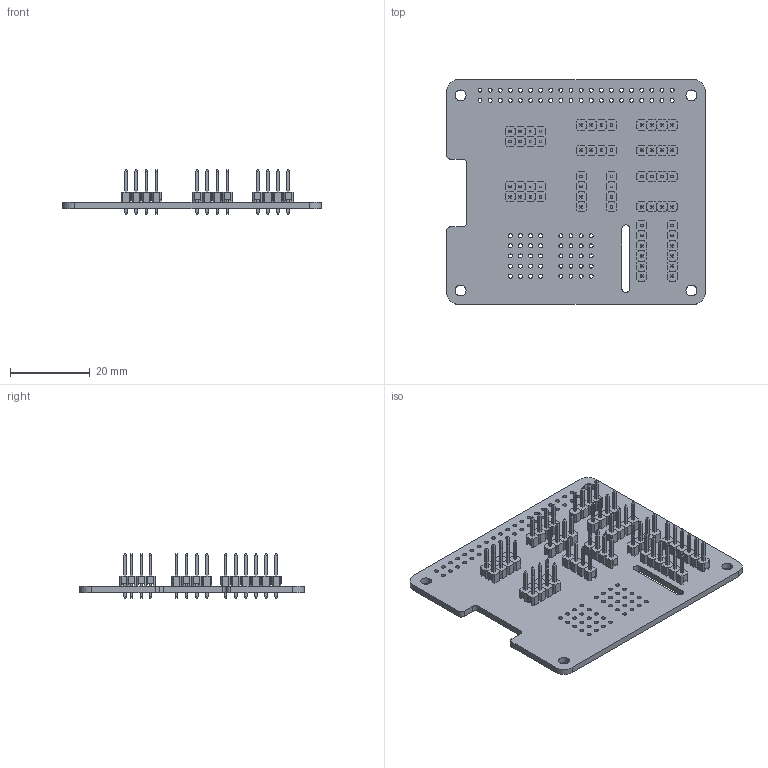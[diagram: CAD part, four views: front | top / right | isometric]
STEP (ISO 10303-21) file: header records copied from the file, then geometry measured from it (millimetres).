
FILE_DESCRIPTION(('FreeCAD Model'),'2;1');
FILE_NAME('ruben.step', '2017-03-23T12:51:07',('Author'),(''), 'Open CASCADE STEP processor 6.8','FreeCAD','Unknown');
FILE_SCHEMA(('AUTOMOTIVE_DESIGN_CC2 { 1 2 10303 214 -1 1 5 4 }'));
Length unit declared in the file: millimetre
Products named in the file (16): ASSEMBLY; Pcb; Pin_Header_Straight_1x06_; Pin_Header_Straight_1x06_001; Pin_Header_Straight_1x04_; Pin_Header_Straight_1x04_001; Pin_Header_Straight_1x04_002; Pin_Header_Straight_1x04_004; Pin_Header_Straight_1x04_003; Pin_Header_Straight_1x04_005; Pin_Header_Straight_1x04_006; Pin_Header_Straight_1x04_007; Pin_Header_Straight_1x04_008; Pin_Header_Straight_1x04_009; Pin_Header_Straight_1x04_010; Pin_Header_Straight_1x04_011
Assembly tree (15 placements, depth 2):
  ASSEMBLY
    Pcb
    Pin_Header_Straight_1x06_
    Pin_Header_Straight_1x06_001
    Pin_Header_Straight_1x04_
    Pin_Header_Straight_1x04_001
    Pin_Header_Straight_1x04_002
    Pin_Header_Straight_1x04_004
    Pin_Header_Straight_1x04_003
    Pin_Header_Straight_1x04_005
    Pin_Header_Straight_1x04_006
    Pin_Header_Straight_1x04_007
    Pin_Header_Straight_1x04_008
    Pin_Header_Straight_1x04_009
    Pin_Header_Straight_1x04_010
    Pin_Header_Straight_1x04_011
Bounding box: 65 x 56.5 x 11.2 mm (x, y, z)
Volume: 6460.7 mm3; surface area: 11889.4 mm2
Topology: 121 solids, 121 shells, 2326 faces, 5532 edges, 3448 vertices
Faces by surface type: plane 1692, bspline 480, cylinder 154
Full cylindrical faces by diameter (mm): 1 x140, 2.75 x4
Entity records: 80312 total; most frequent: CARTESIAN_POINT 13242, ORIENTED_EDGE 11064, DIRECTION 9084, EDGE_CURVE 5532, LINE 4744, VECTOR 4744, VERTEX_POINT 3448, FACE_BOUND 2616
